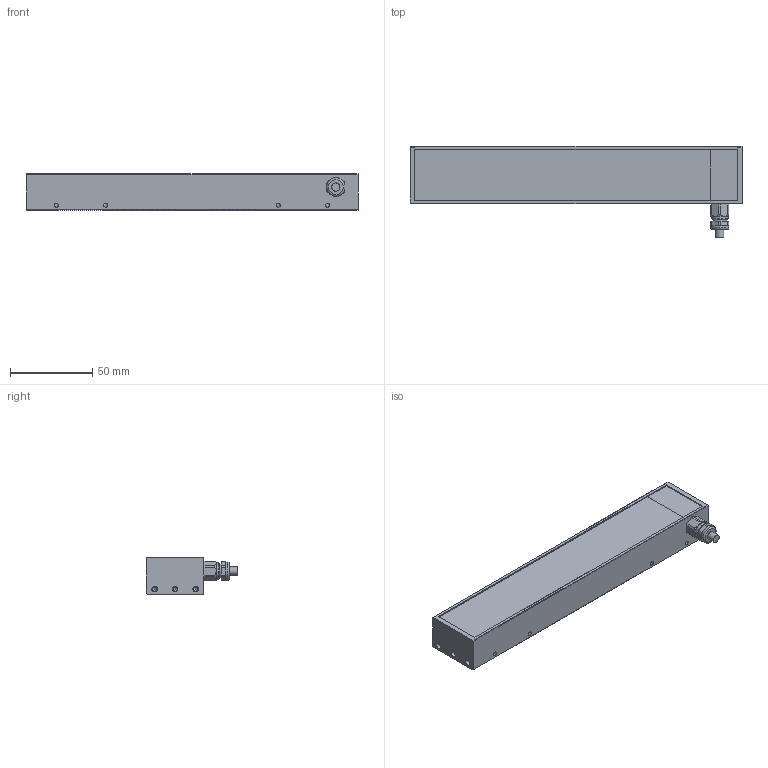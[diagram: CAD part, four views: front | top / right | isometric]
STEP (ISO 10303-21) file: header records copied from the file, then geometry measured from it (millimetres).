
FILE_DESCRIPTION(/* description */ ('>>BEZEICHNUNG<<'),/* implementation_level */ '2;1');
FILE_NAME(/* name */ 'vicolux_LDLF30x180_UDC.stp',/* time_stamp */ '2016-06-10T08:38:36+02:00',/* author */ ('REGENSPURG'),/* organization */ ('Vision & Control'),/* preprocessor_version */ 'ST-DEVELOPER v16.1',/* originating_system */ 'Autodesk Inventor 2016',/* authorisation */ '');
FILE_SCHEMA (('AUTOMOTIVE_DESIGN { 1 0 10303 214 3 1 1 }'));
Length unit declared in the file: millimetre
Products named in the file (1): vicolux_LDLF30x180_UDC
Bounding box: 202 x 55.5 x 22 mm (x, y, z)
Volume: 152196.9 mm3; surface area: 26712.5 mm2
Topology: 1 solids, 2 shells, 601 faces, 1556 edges, 1031 vertices
Faces by surface type: plane 335, bspline 176, cylinder 54, cone 35, torus 1
Full cylindrical faces by diameter (mm): 2.459 x22, 3.4 x6, 5 x1, 8.773 x1, 10 x1, 11 x1
Entity records: 22715 total; most frequent: CARTESIAN_POINT 8875, ORIENTED_EDGE 2992, DIRECTION 2058, EDGE_CURVE 1495, VERTEX_POINT 1010, LINE 918, VECTOR 918, EDGE_LOOP 730
